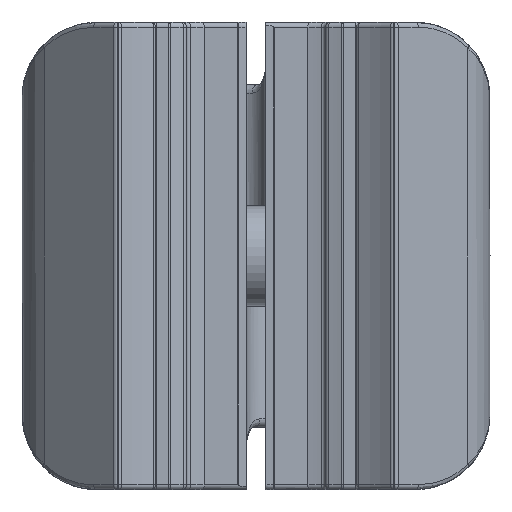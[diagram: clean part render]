
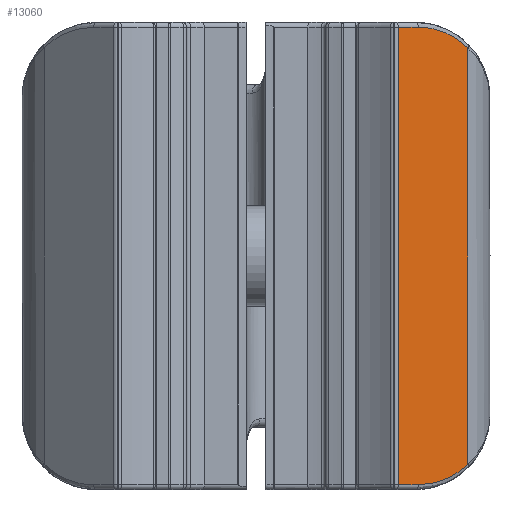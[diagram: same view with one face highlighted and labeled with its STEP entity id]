
A CAD part, left-side view. The second image highlights one B-rep face of the part: STEP entity #13060.
In plain terms, the highlighted planar face has unit normal (-0.707, -0.707, 0).
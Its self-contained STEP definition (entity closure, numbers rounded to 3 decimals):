
#222 = CARTESIAN_POINT ( 'NONE',  ( -24.805, -2.272, 13.688 ) ) ;
#359 = CARTESIAN_POINT ( 'NONE',  ( -21.835, -5.242, 12.458 ) ) ;
#806 = CARTESIAN_POINT ( 'NONE',  ( -24.805, -2.272, -13.688 ) ) ;
#816 = CARTESIAN_POINT ( 'NONE',  ( -23.676, -3.401, -13.688 ) ) ;
#820 = CARTESIAN_POINT ( 'NONE',  ( -22.633, -4.444, -13.256 ) ) ;
#821 = CARTESIAN_POINT ( 'NONE',  ( -21.835, -5.242, -12.458 ) ) ;
#824 = DIRECTION ( 'NONE',  ( -0.707, 0.707, 0. ) ) ;
#829 = CARTESIAN_POINT ( 'NONE',  ( -25.785, -1.292, 13.688 ) ) ;
#924 = CARTESIAN_POINT ( 'NONE',  ( -21.835, -5.242, 12.458 ) ) ;
#925 = CARTESIAN_POINT ( 'NONE',  ( -22.633, -4.444, 13.256 ) ) ;
#930 = CARTESIAN_POINT ( 'NONE',  ( -23.676, -3.401, 13.688 ) ) ;
#931 = CARTESIAN_POINT ( 'NONE',  ( -24.805, -2.272, 13.688 ) ) ;
#2633 = VERTEX_POINT ( 'NONE', #17459 ) ;
#2842 = EDGE_LOOP ( 'NONE', ( #5011, #5527, #5820, #5590, #5476, #5440 ) ) ;
#2914 = VERTEX_POINT ( 'NONE', #6538 ) ;
#3136 = VERTEX_POINT ( 'NONE', #359 ) ;
#3154 = VERTEX_POINT ( 'NONE', #222 ) ;
#4423 = VECTOR ( 'NONE', #10776, 1000. ) ;
#4428 = LINE ( 'NONE', #10770, #4423 ) ;
#4632 = LINE ( 'NONE', #829, #4635 ) ;
#4635 = VECTOR ( 'NONE', #824, 1000. ) ;
#5011 = ORIENTED_EDGE ( 'NONE', *, *, #11933, .T. ) ;
#5440 = ORIENTED_EDGE ( 'NONE', *, *, #7901, .T. ) ;
#5476 = ORIENTED_EDGE ( 'NONE', *, *, #7933, .T. ) ;
#5527 = ORIENTED_EDGE ( 'NONE', *, *, #7873, .T. ) ;
#5590 = ORIENTED_EDGE ( 'NONE', *, *, #11893, .T. ) ;
#5820 = ORIENTED_EDGE ( 'NONE', *, *, #7905, .T. ) ;
#6155 = VERTEX_POINT ( 'NONE', #11881 ) ;
#6273 = VERTEX_POINT ( 'NONE', #17145 ) ;
#6538 = CARTESIAN_POINT ( 'NONE',  ( -24.805, -2.272, -13.688 ) ) ;
#7873 = EDGE_CURVE ( 'NONE', #3136, #3154, #10838, .T. ) ;
#7901 = EDGE_CURVE ( 'NONE', #2914, #6273, #10843, .T. ) ;
#7905 = EDGE_CURVE ( 'NONE', #3154, #2633, #4632, .T. ) ;
#7933 = EDGE_CURVE ( 'NONE', #6155, #2914, #4428, .T. ) ;
#10770 = CARTESIAN_POINT ( 'NONE',  ( -18.917, -8.16, -13.688 ) ) ;
#10776 = DIRECTION ( 'NONE',  ( 0.707, -0.707, 0. ) ) ;
#10838 =( BOUNDED_CURVE ( )  B_SPLINE_CURVE ( 3, ( #924, #925, #930, #931 ),
 .UNSPECIFIED., .F., .F. ) 
 B_SPLINE_CURVE_WITH_KNOTS ( ( 4, 4 ),
 ( 3.927, 4.712 ),
 .UNSPECIFIED. ) 
 CURVE ( )  GEOMETRIC_REPRESENTATION_ITEM ( )  RATIONAL_B_SPLINE_CURVE ( ( 1., 0.949, 0.949, 1. ) ) 
 REPRESENTATION_ITEM ( '' )  );
#10843 =( BOUNDED_CURVE ( )  B_SPLINE_CURVE ( 3, ( #806, #816, #820, #821 ),
 .UNSPECIFIED., .F., .F. ) 
 B_SPLINE_CURVE_WITH_KNOTS ( ( 4, 4 ),
 ( 1.571, 2.356 ),
 .UNSPECIFIED. ) 
 CURVE ( )  GEOMETRIC_REPRESENTATION_ITEM ( )  RATIONAL_B_SPLINE_CURVE ( ( 1., 0.949, 0.949, 1. ) ) 
 REPRESENTATION_ITEM ( '' )  );
#11037 = FACE_OUTER_BOUND ( 'NONE', #2842, .T. ) ;
#11881 = CARTESIAN_POINT ( 'NONE',  ( -25.997, -1.08, -13.688 ) ) ;
#11893 = EDGE_CURVE ( 'NONE', #2633, #6155, #13506, .T. ) ;
#11933 = EDGE_CURVE ( 'NONE', #6273, #3136, #13444, .T. ) ;
#13060 = ADVANCED_FACE ( 'NONE', ( #11037 ), #16486, .F. ) ;
#13216 = AXIS2_PLACEMENT_3D ( 'NONE', #16482, #16488, #16489 ) ;
#13444 = LINE ( 'NONE', #15753, #13512 ) ;
#13504 = VECTOR ( 'NONE', #15435, 1000. ) ;
#13506 = LINE ( 'NONE', #15445, #13504 ) ;
#13512 = VECTOR ( 'NONE', #15726, 1000. ) ;
#15435 = DIRECTION ( 'NONE',  ( 0., 0., -1. ) ) ;
#15445 = CARTESIAN_POINT ( 'NONE',  ( -25.997, -1.08, 50. ) ) ;
#15726 = DIRECTION ( 'NONE',  ( 0., 0., 1. ) ) ;
#15753 = CARTESIAN_POINT ( 'NONE',  ( -21.835, -5.242, 50. ) ) ;
#16482 = CARTESIAN_POINT ( 'NONE',  ( -26.085, -0.992, 50. ) ) ;
#16486 = PLANE ( 'NONE',  #13216 ) ;
#16488 = DIRECTION ( 'NONE',  ( 0.707, 0.707, 0. ) ) ;
#16489 = DIRECTION ( 'NONE',  ( -0.707, 0.707, 0. ) ) ;
#17145 = CARTESIAN_POINT ( 'NONE',  ( -21.835, -5.242, -12.458 ) ) ;
#17459 = CARTESIAN_POINT ( 'NONE',  ( -25.997, -1.08, 13.688 ) ) ;
